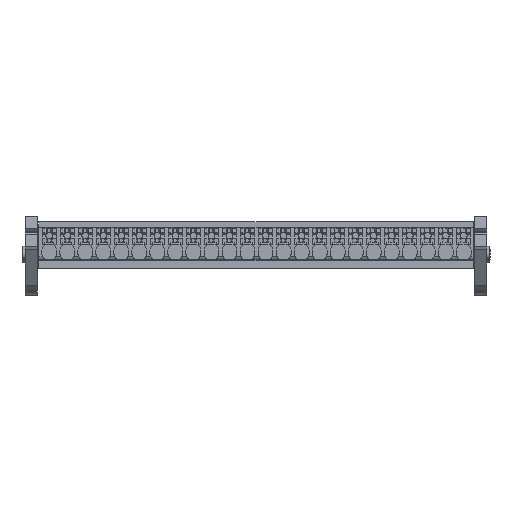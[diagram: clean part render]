
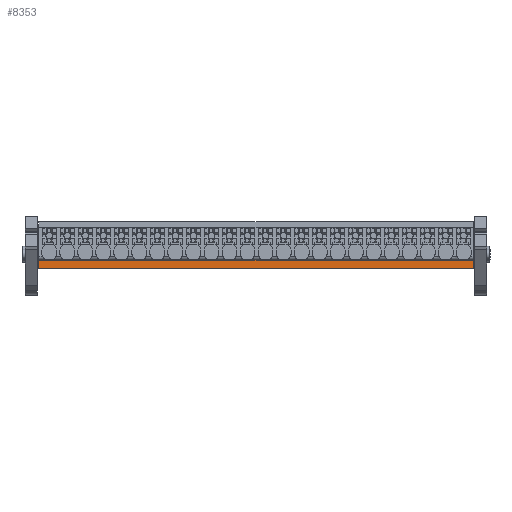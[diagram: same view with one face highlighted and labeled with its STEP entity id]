
A CAD part, top view. The second image highlights one B-rep face of the part: STEP entity #8353.
In plain terms, the highlighted planar face has unit normal (0, 0, 1).
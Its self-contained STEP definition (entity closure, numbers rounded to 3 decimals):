
#8333=AXIS2_PLACEMENT_3D('Plane Axis2P3D',#8330,#8331,#8332) ;
#105=CARTESIAN_POINT('Vertex',(3.25,5.297,20.4)) ;
#108=CARTESIAN_POINT('Line Origine',(3.25,6.06,20.4)) ;
#112=CARTESIAN_POINT('Vertex',(3.25,6.822,20.4)) ;
#7380=CARTESIAN_POINT('Vertex',(87.65,5.297,20.4)) ;
#7383=CARTESIAN_POINT('Line Origine',(45.45,5.297,20.4)) ;
#8330=CARTESIAN_POINT('Axis2P3D Location',(73.43,6.822,20.4)) ;
#8335=CARTESIAN_POINT('Line Origine',(87.65,6.059,20.4)) ;
#8339=CARTESIAN_POINT('Vertex',(87.65,6.822,20.4)) ;
#8342=CARTESIAN_POINT('Line Origine',(45.45,6.822,20.4)) ;
#109=DIRECTION('Vector Direction',(0.,1.,0.)) ;
#7384=DIRECTION('Vector Direction',(1.,0.,0.)) ;
#8331=DIRECTION('Axis2P3D Direction',(-0.,0.,1.)) ;
#8332=DIRECTION('Axis2P3D XDirection',(0.,-1.,0.)) ;
#8336=DIRECTION('Vector Direction',(0.,-1.,0.)) ;
#8343=DIRECTION('Vector Direction',(-1.,0.,0.)) ;
#110=VECTOR('Line Direction',#109,1.) ;
#7385=VECTOR('Line Direction',#7384,1.) ;
#8337=VECTOR('Line Direction',#8336,1.) ;
#8344=VECTOR('Line Direction',#8343,1.) ;
#8348=ORIENTED_EDGE('',*,*,#7387,.T.) ;
#8349=ORIENTED_EDGE('',*,*,#8341,.F.) ;
#8350=ORIENTED_EDGE('',*,*,#8346,.T.) ;
#8351=ORIENTED_EDGE('',*,*,#114,.T.) ;
#8353=ADVANCED_FACE('HOUSING',(#8352),#8334,.T.) ;
#114=EDGE_CURVE('',#113,#106,#111,.F.) ;
#7387=EDGE_CURVE('',#106,#7381,#7386,.T.) ;
#8341=EDGE_CURVE('',#8340,#7381,#8338,.T.) ;
#8346=EDGE_CURVE('',#8340,#113,#8345,.T.) ;
#8347=EDGE_LOOP('',(#8348,#8349,#8350,#8351)) ;
#8352=FACE_OUTER_BOUND('',#8347,.T.) ;
#111=LINE('Line',#108,#110) ;
#7386=LINE('Line',#7383,#7385) ;
#8338=LINE('Line',#8335,#8337) ;
#8345=LINE('Line',#8342,#8344) ;
#8334=PLANE('',#8333) ;
#106=VERTEX_POINT('',#105) ;
#113=VERTEX_POINT('',#112) ;
#7381=VERTEX_POINT('',#7380) ;
#8340=VERTEX_POINT('',#8339) ;
